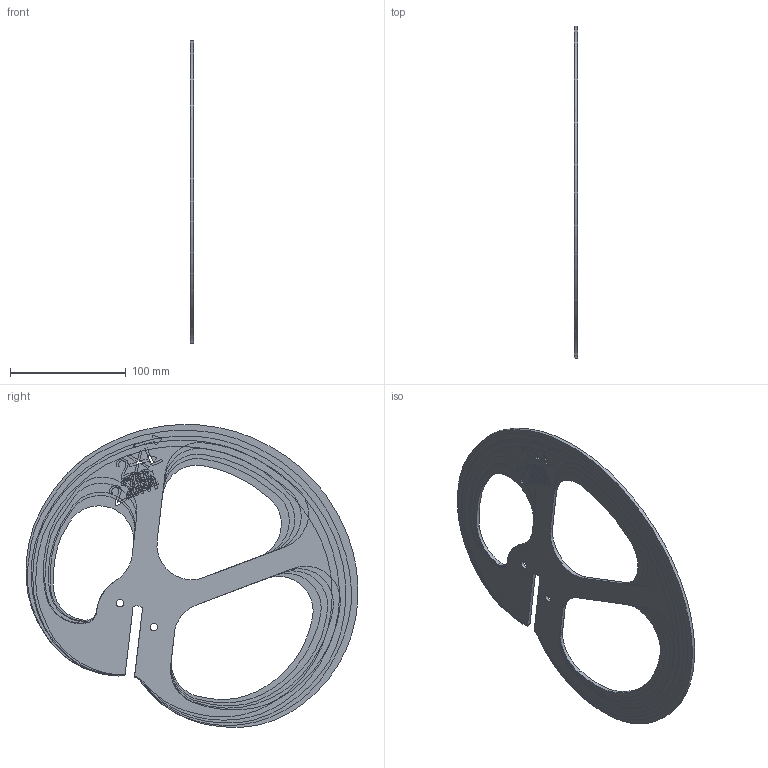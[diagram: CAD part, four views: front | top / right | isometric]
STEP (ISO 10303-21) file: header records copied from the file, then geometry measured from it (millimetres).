
FILE_DESCRIPTION( ( '' ), ' ' );
FILE_NAME( '5ed326199a1f740f8e4cc944.step', '2020-05-31T03:35:53', ( '' ), ( '' ), ' ', ' ', ' ' );
FILE_SCHEMA( ( 'AUTOMOTIVE_DESIGN { 1 0 10303 214 1 1 1 1 }' ) );
Length unit declared in the file: metre
Products named in the file (6): Assem1; Cam 2XL; Cam 2L; Cam 2XS; Cam 2S; Cam 2M
Assembly tree (5 placements, depth 2):
  Assem1
    Cam 2XL
    Cam 2L
    Cam 2XS
    Cam 2S
    Cam 2M
Bounding box: 3 x 286.98 x 261.82 mm (x, y, z)
Surface area: 269034.1 mm2
Topology: 5 solids, 5 shells, 517 faces, 1531 edges, 1024 vertices
Faces by surface type: cylinder 282, plane 205, extrusion 30
Full cylindrical faces by diameter (mm): 6.4 x10
Entity records: 26733 total; most frequent: CARTESIAN_POINT 8128, DIRECTION 3050, ORIENTED_EDGE 3022, EDGE_CURVE 1511, AXIS2_PLACEMENT_3D 1077, VERTEX_POINT 1014, VECTOR 896, LINE 866
